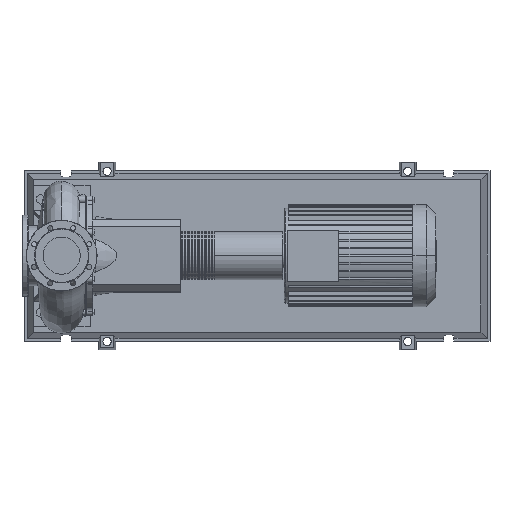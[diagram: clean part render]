
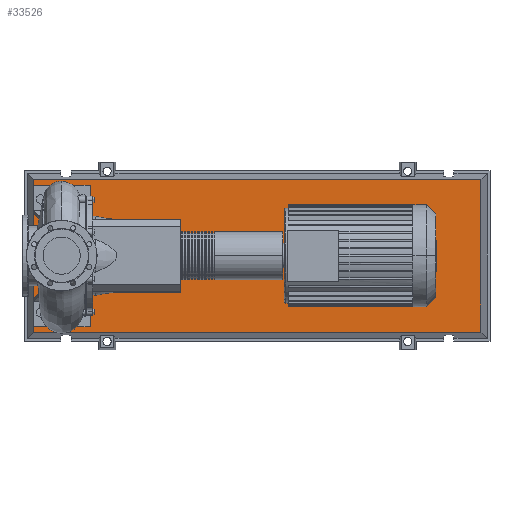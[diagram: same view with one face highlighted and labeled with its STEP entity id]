
A CAD part, top view. The second image highlights one B-rep face of the part: STEP entity #33526.
In plain terms, the highlighted planar face has unit normal (0, 0, 1).
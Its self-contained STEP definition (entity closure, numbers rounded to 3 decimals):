
#33207=CARTESIAN_POINT('',(1478.185,-268.185,123.0));
#33208=VERTEX_POINT('',#33207);
#33215=CARTESIAN_POINT('',(-98.185,-268.185,123.0));
#33216=VERTEX_POINT('',#33215);
#33217=CARTESIAN_POINT('',(1478.185,-268.185,123.0));
#33218=DIRECTION('',(-1.0,0.0,0.0));
#33219=VECTOR('',#33218,1576.37);
#33220=LINE('',#33217,#33219);
#33221=EDGE_CURVE('',#33208,#33216,#33220,.T.);
#33439=CARTESIAN_POINT('',(1478.185,268.185,123.0));
#33440=VERTEX_POINT('',#33439);
#33441=CARTESIAN_POINT('',(1478.185,268.185,123.0));
#33442=DIRECTION('',(0.0,-1.0,0.0));
#33443=VECTOR('',#33442,536.37);
#33444=LINE('',#33441,#33443);
#33445=EDGE_CURVE('',#33440,#33208,#33444,.T.);
#33463=CARTESIAN_POINT('',(-98.185,268.185,123.0));
#33464=VERTEX_POINT('',#33463);
#33465=CARTESIAN_POINT('',(-98.185,-268.185,123.0));
#33466=DIRECTION('',(0.0,1.0,0.0));
#33467=VECTOR('',#33466,536.37);
#33468=LINE('',#33465,#33467);
#33469=EDGE_CURVE('',#33216,#33464,#33468,.T.);
#33502=CARTESIAN_POINT('',(-98.185,268.185,123.0));
#33503=DIRECTION('',(1.0,0.0,0.0));
#33504=VECTOR('',#33503,1576.37);
#33505=LINE('',#33502,#33504);
#33506=EDGE_CURVE('',#33464,#33440,#33505,.T.);
#33515=CARTESIAN_POINT('',(690.,0.,123.0));
#33516=DIRECTION('',(0.0,0.0,1.0));
#33517=DIRECTION('',(1.0,0.0,0.0));
#33518=AXIS2_PLACEMENT_3D('',#33515,#33516,#33517);
#33519=PLANE('',#33518);
#33520=ORIENTED_EDGE('',*,*,#33445,.F.);
#33521=ORIENTED_EDGE('',*,*,#33506,.F.);
#33522=ORIENTED_EDGE('',*,*,#33469,.F.);
#33523=ORIENTED_EDGE('',*,*,#33221,.F.);
#33524=EDGE_LOOP('',(#33520,#33521,#33522,#33523));
#33525=FACE_OUTER_BOUND('',#33524,.T.);
#33526=ADVANCED_FACE('',(#33525),#33519,.T.);
